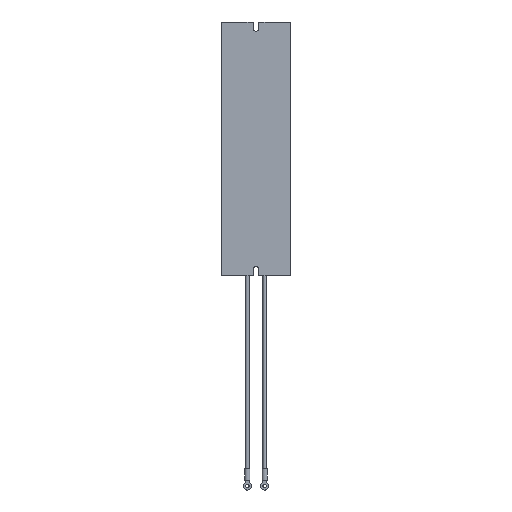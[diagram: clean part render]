
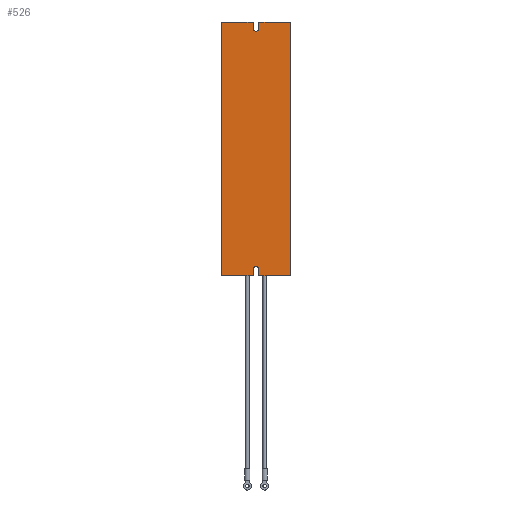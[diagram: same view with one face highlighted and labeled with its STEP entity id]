
A CAD part, front view. The second image highlights one B-rep face of the part: STEP entity #526.
In plain terms, the highlighted planar face has unit normal (0, -1, 0).
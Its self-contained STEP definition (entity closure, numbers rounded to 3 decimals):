
#98 = CARTESIAN_POINT ( 'NONE',  ( 30., -15., 0. ) ) ;
#133 = CARTESIAN_POINT ( 'NONE',  ( -30., -15., 220. ) ) ;
#171 = CARTESIAN_POINT ( 'NONE',  ( 0., -15., 212. ) ) ;
#323 = LINE ( 'NONE', #634, #872 ) ;
#364 = CIRCLE ( 'NONE', #3869, 2.5 ) ;
#370 = DIRECTION ( 'NONE',  ( 1., 0., 0. ) ) ;
#461 = ORIENTED_EDGE ( 'NONE', *, *, #595, .F. ) ;
#526 = ADVANCED_FACE ( 'NONE', ( #1728 ), #4047, .F. ) ;
#571 = CARTESIAN_POINT ( 'NONE',  ( 0., -15., 214.5 ) ) ;
#595 = EDGE_CURVE ( 'NONE', #4922, #960, #4871, .T. ) ;
#620 = CARTESIAN_POINT ( 'NONE',  ( 0., -15., 5.5 ) ) ;
#625 = VERTEX_POINT ( 'NONE', #3343 ) ;
#634 = CARTESIAN_POINT ( 'NONE',  ( -2.5, -15., 225.5 ) ) ;
#647 = VERTEX_POINT ( 'NONE', #171 ) ;
#667 = CARTESIAN_POINT ( 'NONE',  ( 2.5, -15., 220. ) ) ;
#693 = VECTOR ( 'NONE', #1312, 1000. ) ;
#750 = VECTOR ( 'NONE', #370, 1000. ) ;
#781 = ORIENTED_EDGE ( 'NONE', *, *, #2447, .T. ) ;
#816 = VECTOR ( 'NONE', #4994, 1000. ) ;
#872 = VECTOR ( 'NONE', #4974, 1000. ) ;
#878 = AXIS2_PLACEMENT_3D ( 'NONE', #571, #4917, #4497 ) ;
#884 = EDGE_CURVE ( 'NONE', #2491, #2994, #364, .T. ) ;
#960 = VERTEX_POINT ( 'NONE', #1299 ) ;
#1001 = EDGE_CURVE ( 'NONE', #647, #3337, #2039, .T. ) ;
#1075 = CARTESIAN_POINT ( 'NONE',  ( 2.5, -15., -5.5 ) ) ;
#1156 = VERTEX_POINT ( 'NONE', #2519 ) ;
#1299 = CARTESIAN_POINT ( 'NONE',  ( -2.5, -15., 220. ) ) ;
#1312 = DIRECTION ( 'NONE',  ( 0., 0., 1. ) ) ;
#1322 = EDGE_CURVE ( 'NONE', #960, #1356, #323, .T. ) ;
#1325 = LINE ( 'NONE', #4798, #693 ) ;
#1356 = VERTEX_POINT ( 'NONE', #3385 ) ;
#1421 = ORIENTED_EDGE ( 'NONE', *, *, #3761, .F. ) ;
#1460 = EDGE_CURVE ( 'NONE', #1156, #4416, #4347, .T. ) ;
#1494 = CARTESIAN_POINT ( 'NONE',  ( -30., -15., 220. ) ) ;
#1541 = ORIENTED_EDGE ( 'NONE', *, *, #2356, .F. ) ;
#1650 = DIRECTION ( 'NONE',  ( 0., -1., 0. ) ) ;
#1651 = VECTOR ( 'NONE', #4299, 1000. ) ;
#1728 = FACE_OUTER_BOUND ( 'NONE', #4296, .T. ) ;
#1750 = LINE ( 'NONE', #2245, #816 ) ;
#1951 = VERTEX_POINT ( 'NONE', #667 ) ;
#1964 = ORIENTED_EDGE ( 'NONE', *, *, #1985, .F. ) ;
#1969 = VECTOR ( 'NONE', #3821, 1000. ) ;
#1985 = EDGE_CURVE ( 'NONE', #4094, #2395, #1750, .T. ) ;
#2002 = CARTESIAN_POINT ( 'NONE',  ( -30., -15., 0. ) ) ;
#2026 = AXIS2_PLACEMENT_3D ( 'NONE', #3608, #2176, #2973 ) ;
#2039 = CIRCLE ( 'NONE', #2026, 2.5 ) ;
#2085 = DIRECTION ( 'NONE',  ( 0., 1., 0. ) ) ;
#2176 = DIRECTION ( 'NONE',  ( 0., -1., 0. ) ) ;
#2199 = CARTESIAN_POINT ( 'NONE',  ( -30., -15., 220. ) ) ;
#2245 = CARTESIAN_POINT ( 'NONE',  ( 30., -15., 220. ) ) ;
#2356 = EDGE_CURVE ( 'NONE', #1356, #647, #4289, .T. ) ;
#2395 = VERTEX_POINT ( 'NONE', #98 ) ;
#2447 = EDGE_CURVE ( 'NONE', #4416, #2994, #1325, .T. ) ;
#2466 = DIRECTION ( 'NONE',  ( 0., 0., -1. ) ) ;
#2485 = DIRECTION ( 'NONE',  ( 0., 0., 1. ) ) ;
#2491 = VERTEX_POINT ( 'NONE', #3726 ) ;
#2519 = CARTESIAN_POINT ( 'NONE',  ( -30., -15., 0. ) ) ;
#2598 = EDGE_CURVE ( 'NONE', #1951, #4094, #4325, .T. ) ;
#2678 = LINE ( 'NONE', #3626, #4461 ) ;
#2800 = EDGE_CURVE ( 'NONE', #625, #2395, #2678, .T. ) ;
#2914 = LINE ( 'NONE', #1494, #3709 ) ;
#2916 = DIRECTION ( 'NONE',  ( 1., 0., 0. ) ) ;
#2940 = CARTESIAN_POINT ( 'NONE',  ( 2.5, -15., 214.5 ) ) ;
#2967 = CARTESIAN_POINT ( 'NONE',  ( -2.5, -15., 0. ) ) ;
#2973 = DIRECTION ( 'NONE',  ( 0., 0., -1. ) ) ;
#2994 = VERTEX_POINT ( 'NONE', #3361 ) ;
#3241 = ORIENTED_EDGE ( 'NONE', *, *, #1460, .T. ) ;
#3244 = CARTESIAN_POINT ( 'NONE',  ( 30., -15., 220. ) ) ;
#3337 = VERTEX_POINT ( 'NONE', #2940 ) ;
#3339 = LINE ( 'NONE', #1075, #1969 ) ;
#3343 = CARTESIAN_POINT ( 'NONE',  ( 2.5, -15., 0. ) ) ;
#3361 = CARTESIAN_POINT ( 'NONE',  ( -2.5, -15., 5.5 ) ) ;
#3385 = CARTESIAN_POINT ( 'NONE',  ( -2.5, -15., 214.5 ) ) ;
#3477 = CARTESIAN_POINT ( 'NONE',  ( -30., -15., 220. ) ) ;
#3489 = DIRECTION ( 'NONE',  ( 0., 0., -1. ) ) ;
#3493 = DIRECTION ( 'NONE',  ( 0., 0., -1. ) ) ;
#3504 = CARTESIAN_POINT ( 'NONE',  ( 2.5, -15., 225.5 ) ) ;
#3603 = AXIS2_PLACEMENT_3D ( 'NONE', #4447, #2085, #2485 ) ;
#3608 = CARTESIAN_POINT ( 'NONE',  ( 0., -15., 214.5 ) ) ;
#3610 = ORIENTED_EDGE ( 'NONE', *, *, #1001, .F. ) ;
#3626 = CARTESIAN_POINT ( 'NONE',  ( -30., -15., 0. ) ) ;
#3627 = EDGE_CURVE ( 'NONE', #1951, #3337, #4205, .T. ) ;
#3693 = ORIENTED_EDGE ( 'NONE', *, *, #5084, .T. ) ;
#3709 = VECTOR ( 'NONE', #3489, 1000. ) ;
#3726 = CARTESIAN_POINT ( 'NONE',  ( 2.5, -15., 5.5 ) ) ;
#3761 = EDGE_CURVE ( 'NONE', #625, #2491, #3339, .T. ) ;
#3821 = DIRECTION ( 'NONE',  ( 0., 0., 1. ) ) ;
#3846 = ORIENTED_EDGE ( 'NONE', *, *, #2800, .T. ) ;
#3869 = AXIS2_PLACEMENT_3D ( 'NONE', #620, #1650, #2466 ) ;
#3940 = VECTOR ( 'NONE', #2916, 1000. ) ;
#4012 = ORIENTED_EDGE ( 'NONE', *, *, #2598, .F. ) ;
#4047 = PLANE ( 'NONE',  #3603 ) ;
#4094 = VERTEX_POINT ( 'NONE', #3244 ) ;
#4154 = ORIENTED_EDGE ( 'NONE', *, *, #3627, .T. ) ;
#4205 = LINE ( 'NONE', #3504, #4644 ) ;
#4289 = CIRCLE ( 'NONE', #878, 2.5 ) ;
#4296 = EDGE_LOOP ( 'NONE', ( #4154, #3610, #1541, #4310, #461, #3693, #3241, #781, #5072, #1421, #3846, #1964, #4012 ) ) ;
#4299 = DIRECTION ( 'NONE',  ( 1., 0., 0. ) ) ;
#4310 = ORIENTED_EDGE ( 'NONE', *, *, #1322, .F. ) ;
#4325 = LINE ( 'NONE', #3477, #1651 ) ;
#4347 = LINE ( 'NONE', #2002, #750 ) ;
#4416 = VERTEX_POINT ( 'NONE', #2967 ) ;
#4447 = CARTESIAN_POINT ( 'NONE',  ( -30., -15., 220. ) ) ;
#4461 = VECTOR ( 'NONE', #4762, 1000. ) ;
#4497 = DIRECTION ( 'NONE',  ( 0., 0., -1. ) ) ;
#4644 = VECTOR ( 'NONE', #3493, 1000. ) ;
#4762 = DIRECTION ( 'NONE',  ( 1., 0., 0. ) ) ;
#4798 = CARTESIAN_POINT ( 'NONE',  ( -2.5, -15., -5.5 ) ) ;
#4871 = LINE ( 'NONE', #133, #3940 ) ;
#4917 = DIRECTION ( 'NONE',  ( 0., -1., 0. ) ) ;
#4922 = VERTEX_POINT ( 'NONE', #2199 ) ;
#4974 = DIRECTION ( 'NONE',  ( 0., 0., -1. ) ) ;
#4994 = DIRECTION ( 'NONE',  ( 0., 0., -1. ) ) ;
#5072 = ORIENTED_EDGE ( 'NONE', *, *, #884, .F. ) ;
#5084 = EDGE_CURVE ( 'NONE', #4922, #1156, #2914, .T. ) ;
